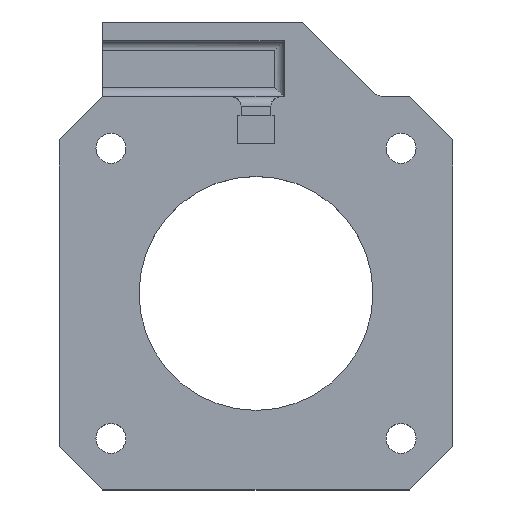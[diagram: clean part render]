
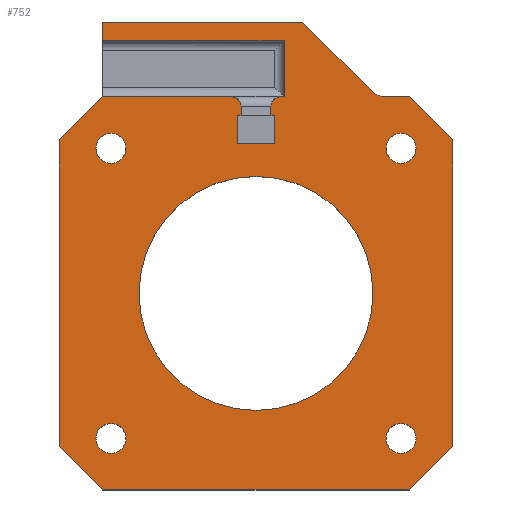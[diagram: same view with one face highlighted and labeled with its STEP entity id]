
A CAD part, top view. The second image highlights one B-rep face of the part: STEP entity #752.
In plain terms, the highlighted planar face has unit normal (0, 0, 1).
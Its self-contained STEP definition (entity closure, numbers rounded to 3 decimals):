
#15=FACE_BOUND('',#112,.T.);
#16=FACE_BOUND('',#113,.T.);
#17=FACE_BOUND('',#114,.T.);
#18=FACE_BOUND('',#115,.T.);
#19=FACE_BOUND('',#116,.T.);
#30=PLANE('',#822);
#70=FACE_OUTER_BOUND('',#111,.T.);
#111=EDGE_LOOP('',(#558,#559,#560,#561,#562,#563,#564,#565,#566,#567,#568,
#569,#570,#571,#572,#573,#574,#575,#576,#577,#578,#579,#580,#581,#582));
#112=EDGE_LOOP('',(#583));
#113=EDGE_LOOP('',(#584));
#114=EDGE_LOOP('',(#585));
#115=EDGE_LOOP('',(#586));
#116=EDGE_LOOP('',(#587));
#154=LINE('',#1134,#237);
#162=LINE('',#1153,#245);
#164=LINE('',#1157,#247);
#169=LINE('',#1171,#252);
#172=LINE('',#1183,#255);
#175=LINE('',#1189,#258);
#176=LINE('',#1191,#259);
#177=LINE('',#1193,#260);
#178=LINE('',#1195,#261);
#179=LINE('',#1197,#262);
#180=LINE('',#1199,#263);
#181=LINE('',#1201,#264);
#182=LINE('',#1205,#265);
#183=LINE('',#1207,#266);
#184=LINE('',#1209,#267);
#185=LINE('',#1211,#268);
#186=LINE('',#1213,#269);
#187=LINE('',#1215,#270);
#188=LINE('',#1217,#271);
#189=LINE('',#1218,#272);
#190=LINE('',#1220,#273);
#191=LINE('',#1221,#274);
#237=VECTOR('',#883,10.);
#245=VECTOR('',#901,10.);
#247=VECTOR('',#905,10.);
#252=VECTOR('',#916,10.);
#255=VECTOR('',#927,10.);
#258=VECTOR('',#932,10.);
#259=VECTOR('',#933,10.);
#260=VECTOR('',#934,10.);
#261=VECTOR('',#935,10.);
#262=VECTOR('',#936,10.);
#263=VECTOR('',#937,10.);
#264=VECTOR('',#938,10.);
#265=VECTOR('',#941,10.);
#266=VECTOR('',#942,10.);
#267=VECTOR('',#943,10.);
#268=VECTOR('',#944,10.);
#269=VECTOR('',#945,10.);
#270=VECTOR('',#946,10.);
#271=VECTOR('',#947,10.);
#272=VECTOR('',#948,10.);
#273=VECTOR('',#949,10.);
#274=VECTOR('',#950,10.);
#319=CIRCLE('',#805,2.);
#323=CIRCLE('',#819,1.);
#324=CIRCLE('',#823,1.);
#325=CIRCLE('',#824,1.6);
#326=CIRCLE('',#825,1.6);
#327=CIRCLE('',#826,1.6);
#328=CIRCLE('',#827,1.6);
#329=CIRCLE('',#828,12.5);
#337=VERTEX_POINT('',#1085);
#338=VERTEX_POINT('',#1087);
#341=VERTEX_POINT('',#1133);
#347=VERTEX_POINT('',#1151);
#348=VERTEX_POINT('',#1155);
#354=VERTEX_POINT('',#1169);
#355=VERTEX_POINT('',#1173);
#356=VERTEX_POINT('',#1174);
#359=VERTEX_POINT('',#1182);
#361=VERTEX_POINT('',#1188);
#362=VERTEX_POINT('',#1190);
#363=VERTEX_POINT('',#1192);
#364=VERTEX_POINT('',#1194);
#365=VERTEX_POINT('',#1196);
#366=VERTEX_POINT('',#1198);
#367=VERTEX_POINT('',#1200);
#368=VERTEX_POINT('',#1202);
#369=VERTEX_POINT('',#1204);
#370=VERTEX_POINT('',#1206);
#371=VERTEX_POINT('',#1208);
#372=VERTEX_POINT('',#1210);
#373=VERTEX_POINT('',#1212);
#374=VERTEX_POINT('',#1214);
#375=VERTEX_POINT('',#1216);
#376=VERTEX_POINT('',#1219);
#377=VERTEX_POINT('',#1222);
#378=VERTEX_POINT('',#1224);
#379=VERTEX_POINT('',#1226);
#380=VERTEX_POINT('',#1228);
#381=VERTEX_POINT('',#1230);
#406=EDGE_CURVE('',#337,#338,#319,.T.);
#411=EDGE_CURVE('',#341,#338,#154,.T.);
#421=EDGE_CURVE('',#347,#337,#162,.T.);
#423=EDGE_CURVE('',#347,#348,#164,.T.);
#430=EDGE_CURVE('',#348,#354,#169,.T.);
#431=EDGE_CURVE('',#355,#356,#323,.T.);
#435=EDGE_CURVE('',#359,#356,#172,.T.);
#438=EDGE_CURVE('',#355,#361,#175,.T.);
#439=EDGE_CURVE('',#361,#362,#176,.T.);
#440=EDGE_CURVE('',#362,#363,#177,.T.);
#441=EDGE_CURVE('',#363,#364,#178,.T.);
#442=EDGE_CURVE('',#364,#365,#179,.T.);
#443=EDGE_CURVE('',#365,#366,#180,.T.);
#444=EDGE_CURVE('',#366,#367,#181,.T.);
#445=EDGE_CURVE('',#368,#367,#324,.T.);
#446=EDGE_CURVE('',#368,#369,#182,.T.);
#447=EDGE_CURVE('',#370,#369,#183,.T.);
#448=EDGE_CURVE('',#370,#371,#184,.T.);
#449=EDGE_CURVE('',#372,#371,#185,.T.);
#450=EDGE_CURVE('',#372,#373,#186,.T.);
#451=EDGE_CURVE('',#374,#373,#187,.T.);
#452=EDGE_CURVE('',#374,#375,#188,.T.);
#453=EDGE_CURVE('',#341,#375,#189,.T.);
#454=EDGE_CURVE('',#354,#376,#190,.T.);
#455=EDGE_CURVE('',#376,#359,#191,.T.);
#456=EDGE_CURVE('',#377,#377,#325,.T.);
#457=EDGE_CURVE('',#378,#378,#326,.T.);
#458=EDGE_CURVE('',#379,#379,#327,.T.);
#459=EDGE_CURVE('',#380,#380,#328,.T.);
#460=EDGE_CURVE('',#381,#381,#329,.T.);
#558=ORIENTED_EDGE('',*,*,#431,.F.);
#559=ORIENTED_EDGE('',*,*,#438,.T.);
#560=ORIENTED_EDGE('',*,*,#439,.T.);
#561=ORIENTED_EDGE('',*,*,#440,.T.);
#562=ORIENTED_EDGE('',*,*,#441,.T.);
#563=ORIENTED_EDGE('',*,*,#442,.T.);
#564=ORIENTED_EDGE('',*,*,#443,.T.);
#565=ORIENTED_EDGE('',*,*,#444,.T.);
#566=ORIENTED_EDGE('',*,*,#445,.F.);
#567=ORIENTED_EDGE('',*,*,#446,.T.);
#568=ORIENTED_EDGE('',*,*,#447,.F.);
#569=ORIENTED_EDGE('',*,*,#448,.T.);
#570=ORIENTED_EDGE('',*,*,#449,.F.);
#571=ORIENTED_EDGE('',*,*,#450,.T.);
#572=ORIENTED_EDGE('',*,*,#451,.F.);
#573=ORIENTED_EDGE('',*,*,#452,.T.);
#574=ORIENTED_EDGE('',*,*,#453,.F.);
#575=ORIENTED_EDGE('',*,*,#411,.T.);
#576=ORIENTED_EDGE('',*,*,#406,.F.);
#577=ORIENTED_EDGE('',*,*,#421,.F.);
#578=ORIENTED_EDGE('',*,*,#423,.T.);
#579=ORIENTED_EDGE('',*,*,#430,.T.);
#580=ORIENTED_EDGE('',*,*,#454,.T.);
#581=ORIENTED_EDGE('',*,*,#455,.T.);
#582=ORIENTED_EDGE('',*,*,#435,.T.);
#583=ORIENTED_EDGE('',*,*,#456,.T.);
#584=ORIENTED_EDGE('',*,*,#457,.T.);
#585=ORIENTED_EDGE('',*,*,#458,.T.);
#586=ORIENTED_EDGE('',*,*,#459,.T.);
#587=ORIENTED_EDGE('',*,*,#460,.T.);
#752=ADVANCED_FACE('',(#70,#15,#16,#17,#18,#19),#30,.T.);
#805=AXIS2_PLACEMENT_3D('',#1088,#874,#875);
#819=AXIS2_PLACEMENT_3D('',#1175,#919,#920);
#822=AXIS2_PLACEMENT_3D('',#1187,#930,#931);
#823=AXIS2_PLACEMENT_3D('',#1203,#939,#940);
#824=AXIS2_PLACEMENT_3D('',#1223,#951,#952);
#825=AXIS2_PLACEMENT_3D('',#1225,#953,#954);
#826=AXIS2_PLACEMENT_3D('',#1227,#955,#956);
#827=AXIS2_PLACEMENT_3D('',#1229,#957,#958);
#828=AXIS2_PLACEMENT_3D('',#1231,#959,#960);
#874=DIRECTION('center_axis',(0.,0.,1.));
#875=DIRECTION('ref_axis',(-0.383,-0.924,0.));
#883=DIRECTION('',(-1.,0.,0.));
#901=DIRECTION('',(0.707,-0.707,0.));
#905=DIRECTION('',(-1.,0.,0.));
#916=DIRECTION('',(0.,-1.,0.));
#919=DIRECTION('center_axis',(0.,0.,-1.));
#920=DIRECTION('ref_axis',(-0.707,0.707,0.));
#927=DIRECTION('',(-1.,0.,0.));
#930=DIRECTION('center_axis',(0.,0.,1.));
#931=DIRECTION('ref_axis',(1.,0.,0.));
#932=DIRECTION('',(0.,-1.,0.));
#933=DIRECTION('',(1.,0.,0.));
#934=DIRECTION('',(0.,-1.,0.));
#935=DIRECTION('',(-1.,0.,0.));
#936=DIRECTION('',(0.,1.,0.));
#937=DIRECTION('',(1.,0.,0.));
#938=DIRECTION('',(0.,1.,0.));
#939=DIRECTION('center_axis',(0.,0.,-1.));
#940=DIRECTION('ref_axis',(0.707,0.707,0.));
#941=DIRECTION('',(-1.,0.,0.));
#942=DIRECTION('',(0.707,0.707,0.));
#943=DIRECTION('',(0.,-1.,0.));
#944=DIRECTION('',(-0.707,0.707,0.));
#945=DIRECTION('',(1.,0.,0.));
#946=DIRECTION('',(-0.707,-0.707,0.));
#947=DIRECTION('',(0.,1.,0.));
#948=DIRECTION('',(0.707,-0.707,0.));
#949=DIRECTION('',(1.,0.,0.));
#950=DIRECTION('',(0.,-1.,0.));
#951=DIRECTION('center_axis',(0.,0.,-1.));
#952=DIRECTION('ref_axis',(-1.,0.,0.));
#953=DIRECTION('center_axis',(0.,0.,-1.));
#954=DIRECTION('ref_axis',(-1.,0.,0.));
#955=DIRECTION('center_axis',(0.,0.,-1.));
#956=DIRECTION('ref_axis',(-1.,0.,0.));
#957=DIRECTION('center_axis',(0.,0.,-1.));
#958=DIRECTION('ref_axis',(-1.,0.,0.));
#959=DIRECTION('center_axis',(0.,0.,-1.));
#960=DIRECTION('ref_axis',(-1.,0.,0.));
#1085=CARTESIAN_POINT('',(33.414,42.586,4.));
#1087=CARTESIAN_POINT('',(34.828,42.,4.));
#1088=CARTESIAN_POINT('Origin',(34.828,44.,4.));
#1133=CARTESIAN_POINT('',(37.4,42.,4.));
#1134=CARTESIAN_POINT('',(42.,42.,4.));
#1151=CARTESIAN_POINT('',(26.,50.,4.));
#1153=CARTESIAN_POINT('',(34.,42.,4.));
#1155=CARTESIAN_POINT('',(4.6,50.,4.));
#1157=CARTESIAN_POINT('',(26.,50.,4.));
#1169=CARTESIAN_POINT('',(4.6,48.,4.));
#1171=CARTESIAN_POINT('',(4.6,50.,4.));
#1173=CARTESIAN_POINT('',(22.6,41.,4.));
#1174=CARTESIAN_POINT('',(23.6,42.,4.));
#1175=CARTESIAN_POINT('Origin',(23.6,41.,4.));
#1182=CARTESIAN_POINT('',(24.,42.,4.));
#1183=CARTESIAN_POINT('',(42.,42.,4.));
#1187=CARTESIAN_POINT('Origin',(21.,21.,4.));
#1188=CARTESIAN_POINT('',(22.6,40.,4.));
#1189=CARTESIAN_POINT('',(22.6,31.5,4.));
#1190=CARTESIAN_POINT('',(23.,40.,4.));
#1191=CARTESIAN_POINT('',(20.,40.,4.));
#1192=CARTESIAN_POINT('',(23.,37.,4.));
#1193=CARTESIAN_POINT('',(23.,30.5,4.));
#1194=CARTESIAN_POINT('',(19.,37.,4.));
#1195=CARTESIAN_POINT('',(22.,37.,4.));
#1196=CARTESIAN_POINT('',(19.,40.,4.));
#1197=CARTESIAN_POINT('',(19.,29.,4.));
#1198=CARTESIAN_POINT('',(19.4,40.,4.));
#1199=CARTESIAN_POINT('',(20.,40.,4.));
#1200=CARTESIAN_POINT('',(19.4,41.,4.));
#1201=CARTESIAN_POINT('',(19.4,30.5,4.));
#1202=CARTESIAN_POINT('',(18.4,42.,4.));
#1203=CARTESIAN_POINT('Origin',(18.4,41.,4.));
#1204=CARTESIAN_POINT('',(4.6,42.,4.));
#1205=CARTESIAN_POINT('',(42.,42.,4.));
#1206=CARTESIAN_POINT('',(0.,37.4,4.));
#1207=CARTESIAN_POINT('',(2.3,39.7,4.));
#1208=CARTESIAN_POINT('',(0.,4.6,4.));
#1209=CARTESIAN_POINT('',(0.,42.,4.));
#1210=CARTESIAN_POINT('',(4.6,0.,4.));
#1211=CARTESIAN_POINT('',(2.3,2.3,4.));
#1212=CARTESIAN_POINT('',(37.4,0.,4.));
#1213=CARTESIAN_POINT('',(0.,0.,4.));
#1214=CARTESIAN_POINT('',(42.,4.6,4.));
#1215=CARTESIAN_POINT('',(39.7,2.3,4.));
#1216=CARTESIAN_POINT('',(42.,37.4,4.));
#1217=CARTESIAN_POINT('',(42.,0.,4.));
#1218=CARTESIAN_POINT('',(39.7,39.7,4.));
#1219=CARTESIAN_POINT('',(24.,48.,4.));
#1220=CARTESIAN_POINT('',(4.6,48.,4.));
#1221=CARTESIAN_POINT('',(24.,48.,4.));
#1222=CARTESIAN_POINT('',(7.1,36.5,4.));
#1223=CARTESIAN_POINT('Origin',(5.5,36.5,4.));
#1224=CARTESIAN_POINT('',(7.1,5.5,4.));
#1225=CARTESIAN_POINT('Origin',(5.5,5.5,4.));
#1226=CARTESIAN_POINT('',(38.1,36.5,4.));
#1227=CARTESIAN_POINT('Origin',(36.5,36.5,4.));
#1228=CARTESIAN_POINT('',(38.1,5.5,4.));
#1229=CARTESIAN_POINT('Origin',(36.5,5.5,4.));
#1230=CARTESIAN_POINT('',(33.5,21.,4.));
#1231=CARTESIAN_POINT('Origin',(21.,21.,4.));
